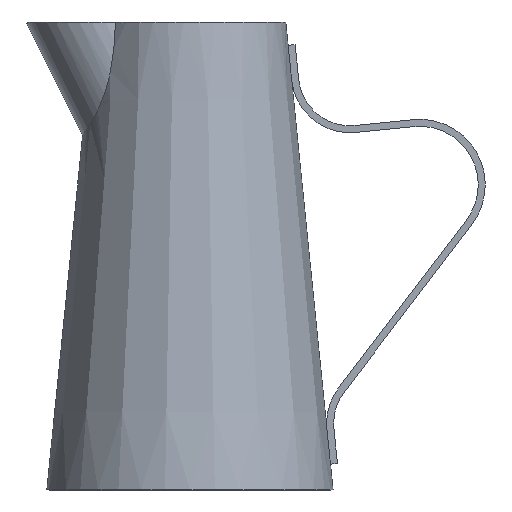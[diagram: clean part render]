
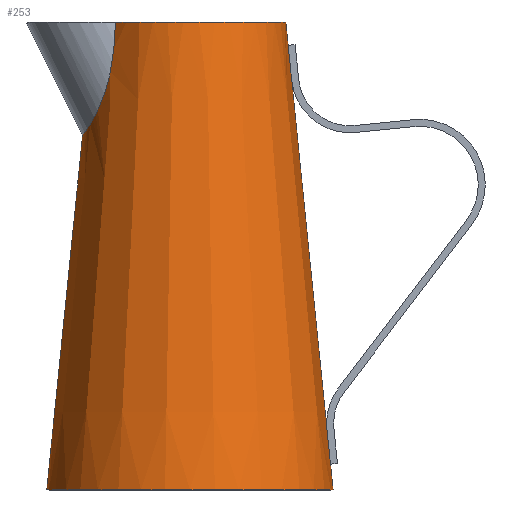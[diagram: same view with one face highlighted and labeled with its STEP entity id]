
A CAD part, front view. The second image highlights one B-rep face of the part: STEP entity #253.
In plain terms, the highlighted conical face has half-angle 5.768 degrees and reference radius 51.096 mm.
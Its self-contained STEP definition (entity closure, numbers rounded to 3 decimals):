
#126=CARTESIAN_POINT('',(283.968,3.819,1532.553));
#127=VERTEX_POINT('',#126);
#135=CARTESIAN_POINT('',(283.968,-47.819,1532.553));
#136=VERTEX_POINT('',#135);
#137=CARTESIAN_POINT('',(283.968,-47.819,1532.553));
#138=CARTESIAN_POINT('',(283.905,-48.192,1529.743));
#139=CARTESIAN_POINT('',(283.772,-48.468,1526.985));
#140=CARTESIAN_POINT('',(283.357,-48.811,1521.65));
#141=CARTESIAN_POINT('',(283.052,-48.891,1518.828));
#142=CARTESIAN_POINT('',(282.192,-48.737,1513.163));
#143=CARTESIAN_POINT('',(281.635,-48.502,1510.321));
#144=CARTESIAN_POINT('',(280.256,-47.582,1504.839));
#145=CARTESIAN_POINT('',(279.432,-46.894,1502.196));
#146=CARTESIAN_POINT('',(277.599,-44.95,1497.315));
#147=CARTESIAN_POINT('',(276.591,-43.692,1495.077));
#148=CARTESIAN_POINT('',(274.872,-41.012,1491.725));
#149=CARTESIAN_POINT('',(274.138,-39.707,1490.43));
#150=CARTESIAN_POINT('',(272.762,-36.755,1488.167));
#151=CARTESIAN_POINT('',(272.121,-35.106,1487.199));
#152=CARTESIAN_POINT('',(271.057,-31.585,1485.654));
#153=CARTESIAN_POINT('',(270.632,-29.707,1485.074));
#154=CARTESIAN_POINT('',(270.066,-25.871,1484.311));
#155=CARTESIAN_POINT('',(269.924,-23.913,1484.128));
#156=CARTESIAN_POINT('',(269.924,-20.087,1484.128));
#157=CARTESIAN_POINT('',(270.066,-18.129,1484.311));
#158=CARTESIAN_POINT('',(270.632,-14.293,1485.074));
#159=CARTESIAN_POINT('',(271.057,-12.415,1485.654));
#160=CARTESIAN_POINT('',(272.121,-8.894,1487.199));
#161=CARTESIAN_POINT('',(272.762,-7.245,1488.167));
#162=CARTESIAN_POINT('',(274.138,-4.293,1490.43));
#163=CARTESIAN_POINT('',(274.872,-2.988,1491.725));
#164=CARTESIAN_POINT('',(276.591,-0.308,1495.077));
#165=CARTESIAN_POINT('',(277.599,0.95,1497.315));
#166=CARTESIAN_POINT('',(279.432,2.894,1502.196));
#167=CARTESIAN_POINT('',(280.256,3.582,1504.839));
#168=CARTESIAN_POINT('',(281.635,4.502,1510.321));
#169=CARTESIAN_POINT('',(282.192,4.737,1513.163));
#170=CARTESIAN_POINT('',(283.052,4.891,1518.828));
#171=CARTESIAN_POINT('',(283.357,4.811,1521.65));
#172=CARTESIAN_POINT('',(283.772,4.468,1526.985));
#173=CARTESIAN_POINT('',(283.905,4.192,1529.743));
#174=CARTESIAN_POINT('',(283.968,3.819,1532.553));
#175=B_SPLINE_CURVE_WITH_KNOTS('',3,(#137,#138,#139,#140,#141,#142,#143,#144,#145,#146,#147,#148,#149,#150,#151,#152,#153,#154,#155,#156,#157,#158,#159,#160,#161,#162,#163,#164,#165,#166,#167,#168,#169,#170,#171,#172,#173,#174),.UNSPECIFIED.,.F.,.U.,(4,2,2,2,2,2,2,2,2,2,2,2,2,2,2,2,2,2,4),(2.434,3.23,4.043,4.855,5.668,6.481,7.055,7.629,8.203,8.776,9.35,9.924,10.498,11.072,11.884,12.697,13.51,14.323,15.119),.UNSPECIFIED.);
#176=EDGE_CURVE('',#136,#127,#175,.T.);
#204=CARTESIAN_POINT('',(315.811,-22.0,1432.553));
#205=DIRECTION('',(0.0,0.0,-1.0));
#206=DIRECTION('',(1.0,0.0,0.0));
#207=AXIS2_PLACEMENT_3D('',#204,#205,#206);
#208=CONICAL_SURFACE('',#207,51.096,5.768);
#209=ORIENTED_EDGE('',*,*,#176,.T.);
#210=CARTESIAN_POINT('',(356.806,-22.0,1532.553));
#211=VERTEX_POINT('',#210);
#212=CARTESIAN_POINT('',(315.811,-22.0,1532.553));
#213=DIRECTION('',(0.0,0.0,-1.0));
#214=DIRECTION('',(1.0,0.0,0.0));
#215=AXIS2_PLACEMENT_3D('',#212,#213,#214);
#216=CIRCLE('',#215,40.995);
#217=EDGE_CURVE('',#127,#211,#216,.T.);
#218=ORIENTED_EDGE('',*,*,#217,.T.);
#219=CARTESIAN_POINT('',(377.008,-22.0,1332.553));
#220=VERTEX_POINT('',#219);
#221=CARTESIAN_POINT('',(356.806,-22.,1532.553));
#222=DIRECTION('',(0.1,0.0,-0.995));
#223=VECTOR('',#222,201.018);
#224=LINE('',#221,#223);
#225=EDGE_CURVE('',#211,#220,#224,.T.);
#226=ORIENTED_EDGE('',*,*,#225,.T.);
#227=CARTESIAN_POINT('',(377.008,-22.011,1332.553));
#228=VERTEX_POINT('',#227);
#229=CARTESIAN_POINT('',(315.811,-22.0,1332.553));
#230=DIRECTION('',(0.0,0.0,-1.0));
#231=DIRECTION('',(1.0,0.0,0.0));
#232=AXIS2_PLACEMENT_3D('',#229,#230,#231);
#233=CIRCLE('',#232,61.197);
#234=EDGE_CURVE('',#228,#220,#233,.T.);
#235=ORIENTED_EDGE('',*,*,#234,.F.);
#236=CARTESIAN_POINT('',(356.806,-22.007,1532.553));
#237=VERTEX_POINT('',#236);
#238=CARTESIAN_POINT('',(377.008,-22.011,1332.553));
#239=DIRECTION('',(-0.1,0.,0.995));
#240=VECTOR('',#239,201.018);
#241=LINE('',#238,#240);
#242=EDGE_CURVE('',#228,#237,#241,.T.);
#243=ORIENTED_EDGE('',*,*,#242,.T.);
#244=CARTESIAN_POINT('',(315.811,-22.0,1532.553));
#245=DIRECTION('',(0.0,0.0,-1.0));
#246=DIRECTION('',(1.0,0.0,0.0));
#247=AXIS2_PLACEMENT_3D('',#244,#245,#246);
#248=CIRCLE('',#247,40.995);
#249=EDGE_CURVE('',#237,#136,#248,.T.);
#250=ORIENTED_EDGE('',*,*,#249,.T.);
#251=EDGE_LOOP('',(#209,#218,#226,#235,#243,#250));
#252=FACE_OUTER_BOUND('',#251,.T.);
#253=ADVANCED_FACE('',(#252),#208,.T.);
